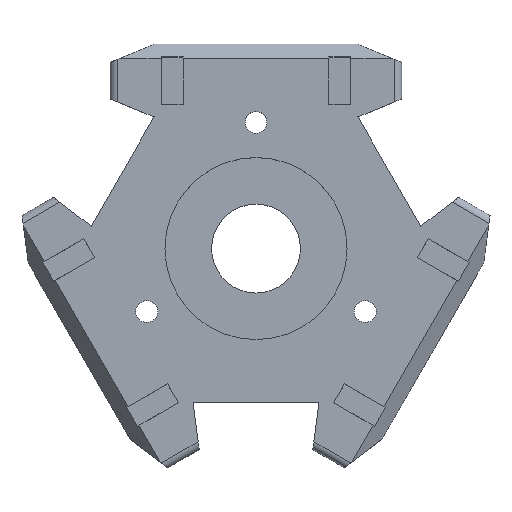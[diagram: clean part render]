
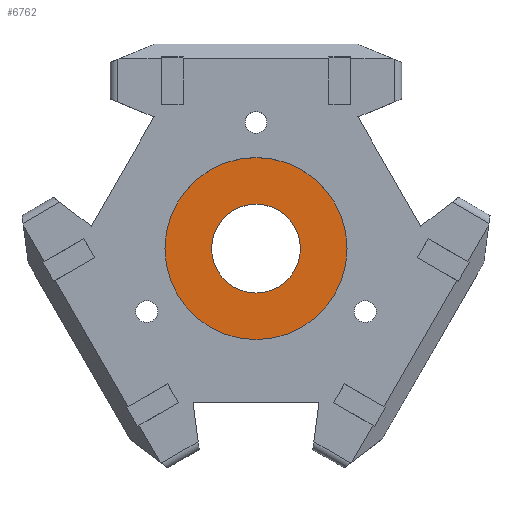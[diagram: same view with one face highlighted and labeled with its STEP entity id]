
A CAD part, top view. The second image highlights one B-rep face of the part: STEP entity #6762.
In plain terms, the highlighted planar face has unit normal (0, 0, 1).
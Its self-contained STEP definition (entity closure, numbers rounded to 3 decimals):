
#1593 = CYLINDRICAL_SURFACE('',#1594,12.5);
#1594 = AXIS2_PLACEMENT_3D('',#1595,#1596,#1597);
#1595 = CARTESIAN_POINT('',(0.,0.,7.));
#1596 = DIRECTION('',(0.,0.,1.));
#1597 = DIRECTION('',(1.,0.,0.));
#2580 = CYLINDRICAL_SURFACE('',#2581,6.1);
#2581 = AXIS2_PLACEMENT_3D('',#2582,#2583,#2584);
#2582 = CARTESIAN_POINT('',(0.,0.,0.));
#2583 = DIRECTION('',(-0.,-0.,-1.));
#2584 = DIRECTION('',(1.,0.,0.));
#5870 = VERTEX_POINT('',#5871);
#5871 = CARTESIAN_POINT('',(12.5,0.,5.));
#5892 = EDGE_CURVE('',#5870,#5870,#5893,.T.);
#5893 = SURFACE_CURVE('',#5894,(#5899,#5906),.PCURVE_S1.);
#5894 = CIRCLE('',#5895,12.5);
#5895 = AXIS2_PLACEMENT_3D('',#5896,#5897,#5898);
#5896 = CARTESIAN_POINT('',(0.,0.,5.));
#5897 = DIRECTION('',(0.,0.,1.));
#5898 = DIRECTION('',(1.,0.,0.));
#5899 = PCURVE('',#1593,#5900);
#5900 = DEFINITIONAL_REPRESENTATION('',(#5901),#5905);
#5901 = LINE('',#5902,#5903);
#5902 = CARTESIAN_POINT('',(0.,-2.));
#5903 = VECTOR('',#5904,1.);
#5904 = DIRECTION('',(1.,0.));
#5905 = ( GEOMETRIC_REPRESENTATION_CONTEXT(2) 
PARAMETRIC_REPRESENTATION_CONTEXT() REPRESENTATION_CONTEXT('2D SPACE',''
  ) );
#5906 = PCURVE('',#5907,#5912);
#5907 = PLANE('',#5908);
#5908 = AXIS2_PLACEMENT_3D('',#5909,#5910,#5911);
#5909 = CARTESIAN_POINT('',(0.,0.,5.));
#5910 = DIRECTION('',(0.,0.,1.));
#5911 = DIRECTION('',(0.,1.,0.));
#5912 = DEFINITIONAL_REPRESENTATION('',(#5913),#5917);
#5913 = CIRCLE('',#5914,12.5);
#5914 = AXIS2_PLACEMENT_2D('',#5915,#5916);
#5915 = CARTESIAN_POINT('',(0.,0.));
#5916 = DIRECTION('',(0.,-1.));
#5917 = ( GEOMETRIC_REPRESENTATION_CONTEXT(2) 
PARAMETRIC_REPRESENTATION_CONTEXT() REPRESENTATION_CONTEXT('2D SPACE',''
  ) );
#6183 = VERTEX_POINT('',#6184);
#6184 = CARTESIAN_POINT('',(6.1,0.,5.));
#6205 = EDGE_CURVE('',#6183,#6183,#6206,.T.);
#6206 = SURFACE_CURVE('',#6207,(#6212,#6219),.PCURVE_S1.);
#6207 = CIRCLE('',#6208,6.1);
#6208 = AXIS2_PLACEMENT_3D('',#6209,#6210,#6211);
#6209 = CARTESIAN_POINT('',(0.,0.,5.));
#6210 = DIRECTION('',(0.,0.,-1.));
#6211 = DIRECTION('',(1.,0.,0.));
#6212 = PCURVE('',#2580,#6213);
#6213 = DEFINITIONAL_REPRESENTATION('',(#6214),#6218);
#6214 = LINE('',#6215,#6216);
#6215 = CARTESIAN_POINT('',(-6.283,-5.));
#6216 = VECTOR('',#6217,1.);
#6217 = DIRECTION('',(1.,-0.));
#6218 = ( GEOMETRIC_REPRESENTATION_CONTEXT(2) 
PARAMETRIC_REPRESENTATION_CONTEXT() REPRESENTATION_CONTEXT('2D SPACE',''
  ) );
#6219 = PCURVE('',#5907,#6220);
#6220 = DEFINITIONAL_REPRESENTATION('',(#6221),#6229);
#6221 = ( BOUNDED_CURVE() B_SPLINE_CURVE(2,(#6222,#6223,#6224,#6225,
#6226,#6227,#6228),.UNSPECIFIED.,.T.,.F.) B_SPLINE_CURVE_WITH_KNOTS((1,2
    ,2,2,2,1),(-2.094,0.,2.094,4.189,
6.283,8.378),.UNSPECIFIED.) CURVE() 
GEOMETRIC_REPRESENTATION_ITEM() RATIONAL_B_SPLINE_CURVE((1.,0.5,1.,0.5,
1.,0.5,1.)) REPRESENTATION_ITEM('') );
#6222 = CARTESIAN_POINT('',(0.,-6.1));
#6223 = CARTESIAN_POINT('',(-10.566,-6.1));
#6224 = CARTESIAN_POINT('',(-5.283,3.05));
#6225 = CARTESIAN_POINT('',(0.,12.2));
#6226 = CARTESIAN_POINT('',(5.283,3.05));
#6227 = CARTESIAN_POINT('',(10.566,-6.1));
#6228 = CARTESIAN_POINT('',(0.,-6.1));
#6229 = ( GEOMETRIC_REPRESENTATION_CONTEXT(2) 
PARAMETRIC_REPRESENTATION_CONTEXT() REPRESENTATION_CONTEXT('2D SPACE',''
  ) );
#6762 = ADVANCED_FACE('',(#6763,#6766),#5907,.T.);
#6763 = FACE_BOUND('',#6764,.T.);
#6764 = EDGE_LOOP('',(#6765));
#6765 = ORIENTED_EDGE('',*,*,#5892,.T.);
#6766 = FACE_BOUND('',#6767,.T.);
#6767 = EDGE_LOOP('',(#6768));
#6768 = ORIENTED_EDGE('',*,*,#6205,.T.);
